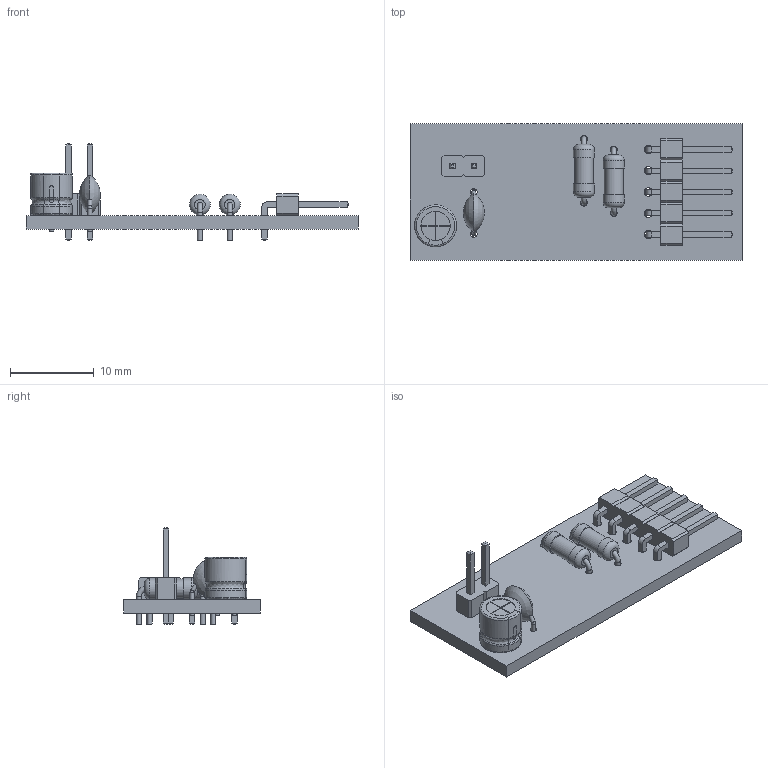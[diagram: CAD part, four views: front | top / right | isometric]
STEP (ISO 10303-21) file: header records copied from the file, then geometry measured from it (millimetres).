
FILE_DESCRIPTION(('KiCad electronic assembly'),'2;1');
FILE_NAME('AS5600-breakout.step','2019-06-08T23:20:36',('An Author'),( 'A Company'),'Open CASCADE STEP processor 6.9', 'KiCad to STEP converter','Unknown');
FILE_SCHEMA(('AUTOMOTIVE_DESIGN { 1 0 10303 214 1 1 1 1 }'));
Length unit declared in the file: millimetre
Products named in the file (12): Open CASCADE STEP translator 6.9 1; CP_Radial_D5.0mm_P2.00mm; SOLID; C_Disc_D4.7mm_W2.5mm_P5.00mm; PinHeader_1x02_P2.54mm_Vertical; PinHeader_1x05_P2.54mm_Horizontal; R_Axial_DIN0207_L6.3mm_D2.5mm_P7.62mm_Horizontal; COMPOUND
Assembly tree (12 placements, depth 3):
  Open CASCADE STEP translator 6.9 1
    CP_Radial_D5.0mm_P2.00mm
      SOLID
    C_Disc_D4.7mm_W2.5mm_P5.00mm
      SOLID
    PinHeader_1x02_P2.54mm_Vertical
      SOLID
    PinHeader_1x05_P2.54mm_Horizontal
      SOLID
    R_Axial_DIN0207_L6.3mm_D2.5mm_P7.62mm_Horizontal  x2
      SOLID
    COMPOUND
Bounding box: 39.62 x 16.26 x 11.54 mm (x, y, z)
Volume: 1335.5 mm3; surface area: 2259.5 mm2
Topology: 7 solids, 8 shells, 301 faces, 707 edges, 444 vertices
Faces by surface type: plane 229, cylinder 47, torus 10, revolution 7, bspline 6, sphere 2
Full cylindrical faces by diameter (mm): 0.5 x6, 0.6 x4, 0.8 x8, 1 x7, 2.25 x2, 2.5 x4
Entity records: 22336 total; most frequent: CARTESIAN_POINT 6306, DIRECTION 2615, LINE 1762, VECTOR 1762, ORIENTED_EDGE 1364, PCURVE 1364, DEFINITIONAL_REPRESENTATION 1364, EDGE_CURVE 682
